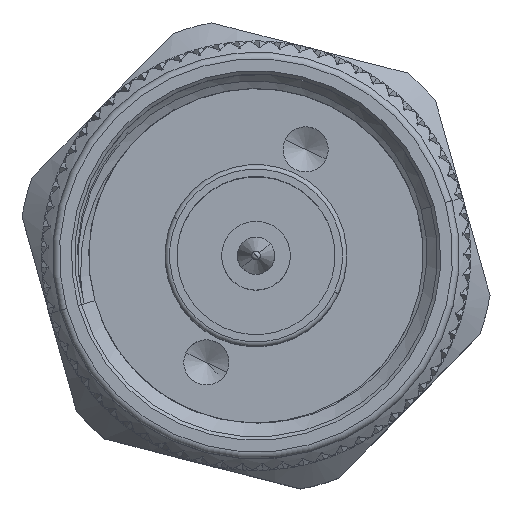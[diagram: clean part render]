
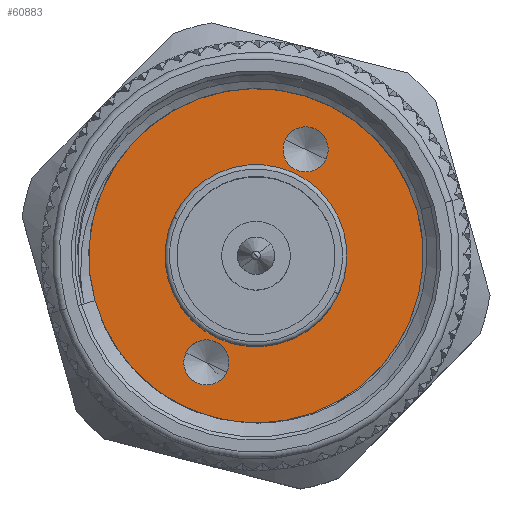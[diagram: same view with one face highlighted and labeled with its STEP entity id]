
A CAD part, top view. The second image highlights one B-rep face of the part: STEP entity #60883.
In plain terms, the highlighted planar face has unit normal (0, 0, 1).
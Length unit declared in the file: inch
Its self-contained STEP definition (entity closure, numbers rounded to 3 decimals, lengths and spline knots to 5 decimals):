
#16 = DIRECTION ( 'NONE',  ( 0.907, -0.422, 0. ) ) ;
#1811 = DIRECTION ( 'NONE',  ( 0.907, -0.422, 0. ) ) ;
#3416 = AXIS2_PLACEMENT_3D ( 'NONE', #48097, #38365, #122516 ) ;
#3641 = VERTEX_POINT ( 'NONE', #41234 ) ;
#3904 = VERTEX_POINT ( 'NONE', #9331 ) ;
#4302 = EDGE_LOOP ( 'NONE', ( #109299, #15786 ) ) ;
#5401 = VERTEX_POINT ( 'NONE', #136254 ) ;
#7426 = DIRECTION ( 'NONE',  ( 0.907, -0.422, 0. ) ) ;
#9331 = CARTESIAN_POINT ( 'NONE',  ( -0.28228, 0.12191, 0.95124 ) ) ;
#13241 = ORIENTED_EDGE ( 'NONE', *, *, #48269, .T. ) ;
#13849 = AXIS2_PLACEMENT_3D ( 'NONE', #17175, #94816, #7426 ) ;
#15786 = ORIENTED_EDGE ( 'NONE', *, *, #17157, .F. ) ;
#16953 = ORIENTED_EDGE ( 'NONE', *, *, #21871, .F. ) ;
#17157 = EDGE_CURVE ( 'NONE', #3641, #115379, #32065, .T. ) ;
#17175 = CARTESIAN_POINT ( 'NONE',  ( 0.08609, 0.17622, 0.95124 ) ) ;
#19496 = DIRECTION ( 'NONE',  ( 0., 0., 1. ) ) ;
#19853 = CIRCLE ( 'NONE', #101227, 0.03937 ) ;
#21871 = EDGE_CURVE ( 'NONE', #119268, #102890, #43567, .T. ) ;
#22002 = CIRCLE ( 'NONE', #48403, 0.03937 ) ;
#24017 = EDGE_CURVE ( 'NONE', #3904, #78645, #76861, .T. ) ;
#25179 = CARTESIAN_POINT ( 'NONE',  ( 0.28163, -0.14066, 0.95124 ) ) ;
#28403 = FACE_BOUND ( 'NONE', #102596, .T. ) ;
#29088 = FACE_BOUND ( 'NONE', #4302, .T. ) ;
#29167 = CARTESIAN_POINT ( 'NONE',  ( -0.08674, -0.19497, 0.95124 ) ) ;
#30454 = FACE_BOUND ( 'NONE', #130656, .T. ) ;
#31058 = CARTESIAN_POINT ( 'NONE',  ( -0.00032, -0.00938, 0.95124 ) ) ;
#32065 = CIRCLE ( 'NONE', #3416, 0.03937 ) ;
#36260 = EDGE_CURVE ( 'NONE', #78645, #3904, #113891, .T. ) ;
#36749 = CARTESIAN_POINT ( 'NONE',  ( -0.00032, -0.00938, 0.95124 ) ) ;
#38146 = DIRECTION ( 'NONE',  ( 0., 0., -1. ) ) ;
#38365 = DIRECTION ( 'NONE',  ( 0., 0., 1. ) ) ;
#39467 = PLANE ( 'NONE',  #67132 ) ;
#41234 = CARTESIAN_POINT ( 'NONE',  ( 0.0504, 0.19283, 0.95124 ) ) ;
#43567 = CIRCLE ( 'NONE', #100843, 0.15846 ) ;
#44973 = DIRECTION ( 'NONE',  ( 0., 0., 1. ) ) ;
#47039 = CARTESIAN_POINT ( 'NONE',  ( 0.12178, 0.1596, 0.95124 ) ) ;
#47953 = AXIS2_PLACEMENT_3D ( 'NONE', #36749, #122227, #120182 ) ;
#48097 = CARTESIAN_POINT ( 'NONE',  ( 0.08609, 0.17622, 0.95124 ) ) ;
#48269 = EDGE_CURVE ( 'NONE', #78193, #5401, #22002, .T. ) ;
#48403 = AXIS2_PLACEMENT_3D ( 'NONE', #59486, #123575, #109306 ) ;
#49846 = DIRECTION ( 'NONE',  ( 0.907, -0.422, 0. ) ) ;
#51549 = EDGE_CURVE ( 'NONE', #5401, #78193, #19853, .T. ) ;
#51905 = FACE_OUTER_BOUND ( 'NONE', #86522, .T. ) ;
#59486 = CARTESIAN_POINT ( 'NONE',  ( -0.08674, -0.19497, 0.95124 ) ) ;
#60883 = ADVANCED_FACE ( 'NONE', ( #28403, #29088, #30454, #51905 ), #39467, .T. ) ;
#64193 = ORIENTED_EDGE ( 'NONE', *, *, #24017, .T. ) ;
#67132 = AXIS2_PLACEMENT_3D ( 'NONE', #123600, #19496, #49846 ) ;
#68431 = CARTESIAN_POINT ( 'NONE',  ( -0.00032, -0.00938, 0.95124 ) ) ;
#73406 = CIRCLE ( 'NONE', #13849, 0.03937 ) ;
#74313 = DIRECTION ( 'NONE',  ( 0., 0., 1. ) ) ;
#76861 = CIRCLE ( 'NONE', #85592, 0.31102 ) ;
#78193 = VERTEX_POINT ( 'NONE', #83413 ) ;
#78645 = VERTEX_POINT ( 'NONE', #25179 ) ;
#81497 = AXIS2_PLACEMENT_3D ( 'NONE', #85286, #74313, #1811 ) ;
#82396 = CARTESIAN_POINT ( 'NONE',  ( 0.14333, -0.07626, 0.95124 ) ) ;
#83413 = CARTESIAN_POINT ( 'NONE',  ( -0.05105, -0.21159, 0.95124 ) ) ;
#85286 = CARTESIAN_POINT ( 'NONE',  ( -0.00032, -0.00938, 0.95124 ) ) ;
#85545 = DIRECTION ( 'NONE',  ( 0., 0., 1. ) ) ;
#85592 = AXIS2_PLACEMENT_3D ( 'NONE', #31058, #85545, #16 ) ;
#86522 = EDGE_LOOP ( 'NONE', ( #64193, #99770 ) ) ;
#91257 = DIRECTION ( 'NONE',  ( 0.907, -0.422, 0. ) ) ;
#94816 = DIRECTION ( 'NONE',  ( 0., 0., 1. ) ) ;
#96812 = CIRCLE ( 'NONE', #81497, 0.15846 ) ;
#97521 = EDGE_CURVE ( 'NONE', #115379, #3641, #73406, .T. ) ;
#98029 = DIRECTION ( 'NONE',  ( 0.907, -0.422, 0. ) ) ;
#99770 = ORIENTED_EDGE ( 'NONE', *, *, #36260, .T. ) ;
#100843 = AXIS2_PLACEMENT_3D ( 'NONE', #68431, #44973, #98029 ) ;
#101227 = AXIS2_PLACEMENT_3D ( 'NONE', #29167, #38146, #91257 ) ;
#102292 = ORIENTED_EDGE ( 'NONE', *, *, #51549, .T. ) ;
#102596 = EDGE_LOOP ( 'NONE', ( #16953, #134228 ) ) ;
#102890 = VERTEX_POINT ( 'NONE', #135332 ) ;
#109299 = ORIENTED_EDGE ( 'NONE', *, *, #97521, .F. ) ;
#109306 = DIRECTION ( 'NONE',  ( 0.907, -0.422, 0. ) ) ;
#113891 = CIRCLE ( 'NONE', #47953, 0.31102 ) ;
#115379 = VERTEX_POINT ( 'NONE', #47039 ) ;
#119268 = VERTEX_POINT ( 'NONE', #82396 ) ;
#120182 = DIRECTION ( 'NONE',  ( 0.907, -0.422, 0. ) ) ;
#121800 = EDGE_CURVE ( 'NONE', #102890, #119268, #96812, .T. ) ;
#122227 = DIRECTION ( 'NONE',  ( 0., 0., 1. ) ) ;
#122516 = DIRECTION ( 'NONE',  ( 0.907, -0.422, 0. ) ) ;
#123575 = DIRECTION ( 'NONE',  ( 0., 0., -1. ) ) ;
#123600 = CARTESIAN_POINT ( 'NONE',  ( -0.00032, -0.00938, 0.95124 ) ) ;
#130656 = EDGE_LOOP ( 'NONE', ( #13241, #102292 ) ) ;
#134228 = ORIENTED_EDGE ( 'NONE', *, *, #121800, .F. ) ;
#135332 = CARTESIAN_POINT ( 'NONE',  ( -0.14398, 0.05751, 0.95124 ) ) ;
#136254 = CARTESIAN_POINT ( 'NONE',  ( -0.12243, -0.17835, 0.95124 ) ) ;
